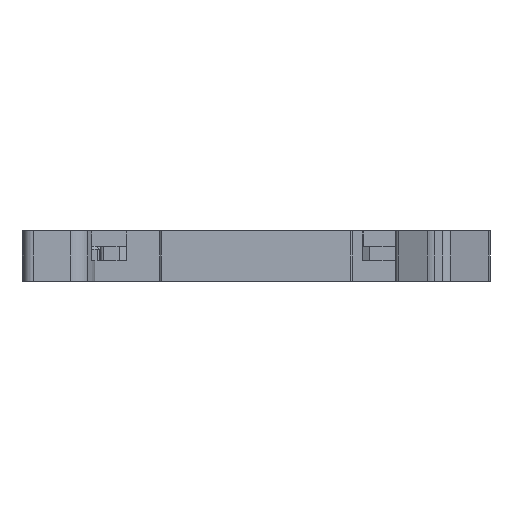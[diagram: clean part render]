
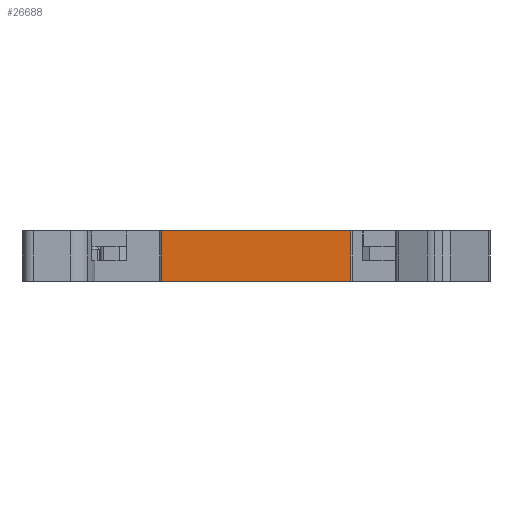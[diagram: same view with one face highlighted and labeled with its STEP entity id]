
A CAD part, front view. The second image highlights one B-rep face of the part: STEP entity #26688.
In plain terms, the highlighted planar face has unit normal (0, -1, 0).
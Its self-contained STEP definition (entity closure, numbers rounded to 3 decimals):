
#3706=DIRECTION('',(-1.,0.,0.));
#3707=VECTOR('',#3706,19.6);
#3708=CARTESIAN_POINT('',(14.8,0.,-2.6));
#3709=LINE('',#3708,#3707);
#11494=DIRECTION('',(-1.,0.,0.));
#11495=VECTOR('',#11494,19.6);
#11496=CARTESIAN_POINT('',(14.8,0.,2.6));
#11497=LINE('',#11496,#11495);
#11501=DIRECTION('',(0.,0.,1.));
#11502=VECTOR('',#11501,5.2);
#11503=CARTESIAN_POINT('',(14.8,0.,-2.6));
#11504=LINE('',#11503,#11502);
#11508=DIRECTION('',(0.,0.,-1.));
#11509=VECTOR('',#11508,5.2);
#11510=CARTESIAN_POINT('',(-4.8,0.,2.6));
#11511=LINE('',#11510,#11509);
#17817=CARTESIAN_POINT('',(14.8,0.,-2.6));
#17818=CARTESIAN_POINT('',(-4.8,0.,-2.6));
#17819=VERTEX_POINT('',#17817);
#17820=VERTEX_POINT('',#17818);
#17967=CARTESIAN_POINT('',(-4.8,0.,2.6));
#17968=VERTEX_POINT('',#17967);
#17977=CARTESIAN_POINT('',(14.8,0.,2.6));
#17978=VERTEX_POINT('',#17977);
#26676=CARTESIAN_POINT('',(5.,0.,0.));
#26677=DIRECTION('',(0.,1.,0.));
#26678=DIRECTION('',(0.,0.,1.));
#26679=AXIS2_PLACEMENT_3D('',#26676,#26677,#26678);
#26680=PLANE('',#26679);
#26681=ORIENTED_EDGE('',*,*,#26576,.F.);
#26682=ORIENTED_EDGE('',*,*,#26668,.F.);
#26683=ORIENTED_EDGE('',*,*,#19680,.T.);
#26685=ORIENTED_EDGE('',*,*,#26684,.F.);
#26686=EDGE_LOOP('',(#26681,#26682,#26683,#26685));
#26687=FACE_OUTER_BOUND('',#26686,.F.);
#26688=ADVANCED_FACE('',(#26687),#26680,.F.);
#19680=EDGE_CURVE('',#17819,#17820,#3709,.T.);
#26576=EDGE_CURVE('',#17978,#17968,#11497,.T.);
#26668=EDGE_CURVE('',#17819,#17978,#11504,.T.);
#26684=EDGE_CURVE('',#17968,#17820,#11511,.T.);
